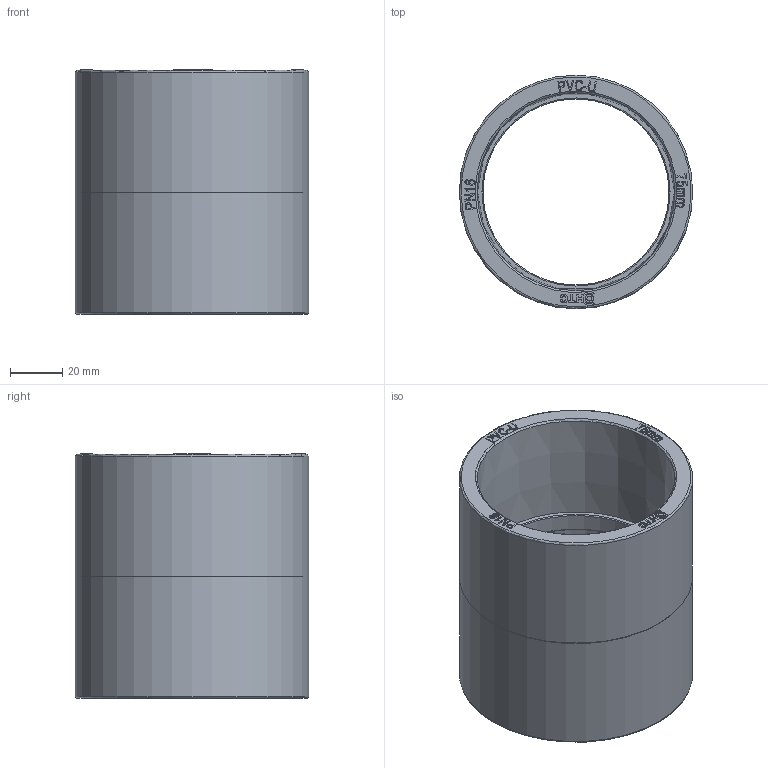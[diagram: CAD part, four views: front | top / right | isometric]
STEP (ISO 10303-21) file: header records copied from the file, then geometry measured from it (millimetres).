
FILE_DESCRIPTION(/* description */ (''),/* implementation_level */ '2;1');
FILE_NAME(/* name */ 'AF0101.000.075.step',/* time_stamp */ '2026-02-11T14:07:57+01:00',/* author */ (''),/* organization */ (''),/* preprocessor_version */ 'ST-DEVELOPER v20.1',/* originating_system */ 'Autodesk Translation Framework v14.24.0.0',/* authorisation */ '');
FILE_SCHEMA (('AUTOMOTIVE_DESIGN { 1 0 10303 214 3 1 1 }'));
Length unit declared in the file: millimetre
Products named in the file (1): 2026-02-11-11-11-22-055
Bounding box: 89.05 x 89.05 x 93.2 mm (x, y, z)
Volume: 168550.2 mm3; surface area: 52001.9 mm2
Topology: 1 solids, 1 shells, 322 faces, 876 edges, 582 vertices
Faces by surface type: bspline 169, plane 140, torus 6, cylinder 5, cone 2
Full cylindrical faces by diameter (mm): 70.963 x1, 89 x2, 89.051 x1
Entity records: 11442 total; most frequent: CARTESIAN_POINT 4506, ORIENTED_EDGE 1752, EDGE_CURVE 876, DIRECTION 875, VERTEX_POINT 582, LINE 509, VECTOR 509, EDGE_LOOP 350
